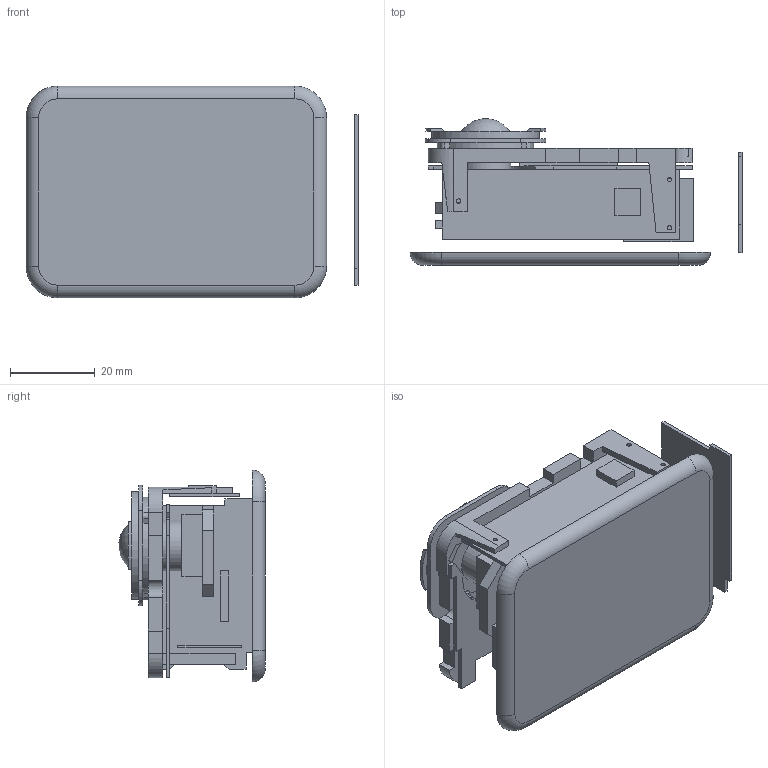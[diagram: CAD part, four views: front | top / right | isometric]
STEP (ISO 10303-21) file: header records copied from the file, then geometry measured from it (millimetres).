
FILE_DESCRIPTION(/* description */ ('STEP AP242','CAx-IF Rec.Pracs.---Representation and Presentation of Product Manufacturing Information (PMI)---4.0---2014-10-13','CAx-IF Rec.Pracs.---3D Tessellated Geometry---0.4---2014-09-14','2;1'),/* implementation_level */ '2;1');
FILE_NAME(/* name */ '63fa5166cea57977defc802b',/* time_stamp */ '2023-02-25T18:20:23+00:00',/* author */ (''),/* organization */ (''),/* preprocessor_version */ 'ST-DEVELOPER v18.102',/* originating_system */ ' ',/* authorisation */ ' ');
FILE_SCHEMA (('AP242_MANAGED_MODEL_BASED_3D_ENGINEERING_MIM_LF { 1 0 10303 442 1 1 4 }'));
Length unit declared in the file: metre
Products named in the file (9): Motherboard PCB; Main LCD; Metal Frame; Rec Button Board; Camera Module; Camera Mounting Ring; USB-C Out PCB; Power Button FlexPBC; Media Mod Main PCB
Bounding box: 78.4 x 34.56 x 50 mm (x, y, z)
Volume: 25429.6 mm3; surface area: 26919.7 mm2
Topology: 9 solids, 9 shells, 242 faces, 629 edges, 416 vertices
Faces by surface type: plane 187, cylinder 48, torus 4, cone 2, sphere 1
Full cylindrical faces by diameter (mm): 1 x6, 1.2 x4, 1.8 x4, 12 x1, 17.7 x1, 19 x1, 21.15 x1, 25.5 x1
Entity records: 7506 total; most frequent: CARTESIAN_POINT 1271, DIRECTION 1229, ORIENTED_EDGE 1214, EDGE_CURVE 607, LINE 487, VECTOR 487, VERTEX_POINT 413, AXIS2_PLACEMENT_3D 371
